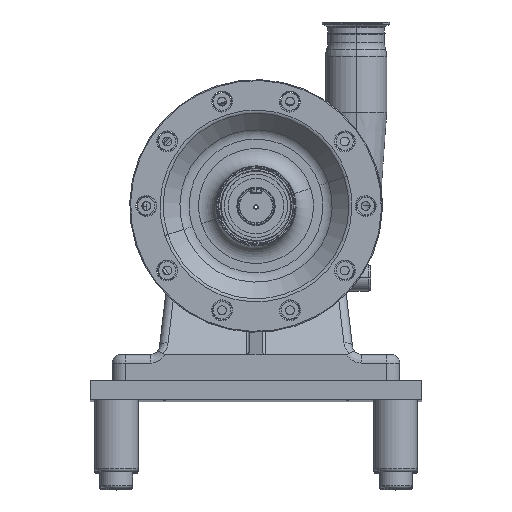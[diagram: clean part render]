
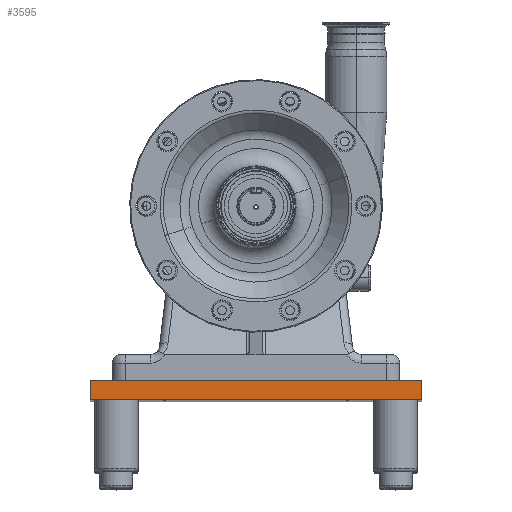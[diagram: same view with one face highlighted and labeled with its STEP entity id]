
A CAD part, top view. The second image highlights one B-rep face of the part: STEP entity #3595.
In plain terms, the highlighted planar face has unit normal (0, 0, 1).
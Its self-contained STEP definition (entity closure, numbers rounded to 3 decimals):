
#1345 = EDGE_CURVE ( 'NONE', #13483, #8016, #6660, .T. ) ;
#2164 = ORIENTED_EDGE ( 'NONE', *, *, #22328, .F. ) ;
#2378 = DIRECTION ( 'NONE',  ( 0., 0., -1. ) ) ;
#2778 = CARTESIAN_POINT ( 'NONE',  ( 190.5, 22.225, 571.5 ) ) ;
#3048 = EDGE_CURVE ( 'NONE', #25982, #8016, #7804, .T. ) ;
#3342 = ORIENTED_EDGE ( 'NONE', *, *, #1345, .F. ) ;
#3595 = ADVANCED_FACE ( 'NONE', ( #25433 ), #27222, .F. ) ;
#3679 = VECTOR ( 'NONE', #29261, 1000. ) ;
#4407 = ORIENTED_EDGE ( 'NONE', *, *, #10154, .T. ) ;
#4900 = CARTESIAN_POINT ( 'NONE',  ( 190.5, 22.225, 571.5 ) ) ;
#6660 = LINE ( 'NONE', #2778, #3679 ) ;
#7016 = CARTESIAN_POINT ( 'NONE',  ( -190.5, 22.225, 571.5 ) ) ;
#7804 = LINE ( 'NONE', #16433, #12414 ) ;
#8016 = VERTEX_POINT ( 'NONE', #28300 ) ;
#8121 = CARTESIAN_POINT ( 'NONE',  ( -190.5, 0., 571.5 ) ) ;
#9999 = VECTOR ( 'NONE', #12537, 1000. ) ;
#10154 = EDGE_CURVE ( 'NONE', #25338, #25982, #19711, .T. ) ;
#10195 = DIRECTION ( 'NONE',  ( 1., 0., 0. ) ) ;
#11752 = CARTESIAN_POINT ( 'NONE',  ( -190.5, 22.225, 571.5 ) ) ;
#12414 = VECTOR ( 'NONE', #10195, 1000. ) ;
#12537 = DIRECTION ( 'NONE',  ( 1., 0., 0. ) ) ;
#12966 = LINE ( 'NONE', #21740, #9999 ) ;
#13483 = VERTEX_POINT ( 'NONE', #4900 ) ;
#14512 = EDGE_LOOP ( 'NONE', ( #17010, #3342, #2164, #4407 ) ) ;
#16433 = CARTESIAN_POINT ( 'NONE',  ( 190.5, 0., 571.5 ) ) ;
#17010 = ORIENTED_EDGE ( 'NONE', *, *, #3048, .T. ) ;
#19011 = AXIS2_PLACEMENT_3D ( 'NONE', #20233, #2378, #27072 ) ;
#19711 = LINE ( 'NONE', #7016, #28483 ) ;
#20233 = CARTESIAN_POINT ( 'NONE',  ( 190.5, 22.225, 571.5 ) ) ;
#21740 = CARTESIAN_POINT ( 'NONE',  ( 190.5, 22.225, 571.5 ) ) ;
#22328 = EDGE_CURVE ( 'NONE', #25338, #13483, #12966, .T. ) ;
#25338 = VERTEX_POINT ( 'NONE', #11752 ) ;
#25433 = FACE_OUTER_BOUND ( 'NONE', #14512, .T. ) ;
#25982 = VERTEX_POINT ( 'NONE', #8121 ) ;
#26549 = DIRECTION ( 'NONE',  ( 0., -1., 0. ) ) ;
#27072 = DIRECTION ( 'NONE',  ( -1., 0., 0. ) ) ;
#27222 = PLANE ( 'NONE',  #19011 ) ;
#28300 = CARTESIAN_POINT ( 'NONE',  ( 190.5, 0., 571.5 ) ) ;
#28483 = VECTOR ( 'NONE', #26549, 1000. ) ;
#29261 = DIRECTION ( 'NONE',  ( 0., -1., 0. ) ) ;
